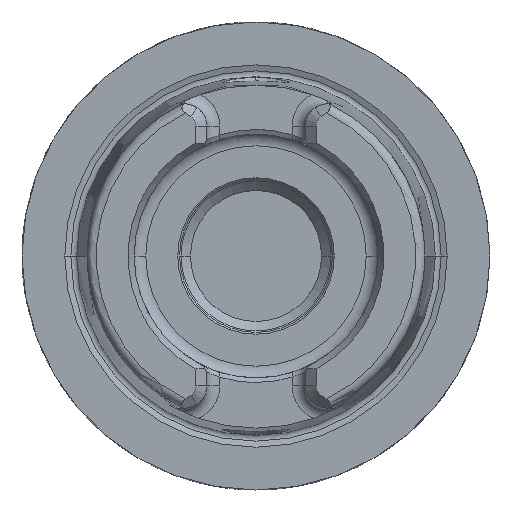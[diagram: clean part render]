
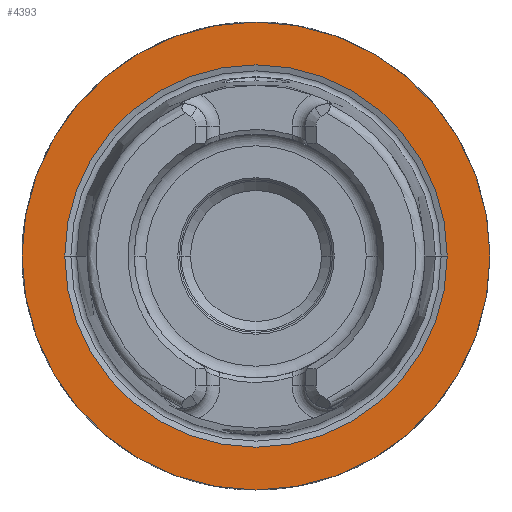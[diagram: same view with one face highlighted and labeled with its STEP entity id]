
A CAD part, left-side view. The second image highlights one B-rep face of the part: STEP entity #4393.
In plain terms, the highlighted planar face has unit normal (-1, 0, 0).
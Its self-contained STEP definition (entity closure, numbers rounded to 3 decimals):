
#867=CARTESIAN_POINT('',(0.,0.,0.));
#868=DIRECTION('',(1.,0.,0.));
#869=DIRECTION('',(0.,1.,0.));
#870=AXIS2_PLACEMENT_3D('',#867,#868,#869);
#872=CARTESIAN_POINT('',(0.,0.,0.));
#873=DIRECTION('',(-1.,0.,0.));
#874=DIRECTION('',(0.,1.,0.));
#875=AXIS2_PLACEMENT_3D('',#872,#873,#874);
#877=CARTESIAN_POINT('',(0.,0.,0.));
#878=DIRECTION('',(-1.,0.,0.));
#879=DIRECTION('',(0.,-1.,0.));
#880=AXIS2_PLACEMENT_3D('',#877,#878,#879);
#882=CARTESIAN_POINT('',(0.,0.,0.));
#883=DIRECTION('',(-1.,0.,0.));
#884=DIRECTION('',(0.,1.,0.));
#885=AXIS2_PLACEMENT_3D('',#882,#883,#884);
#2939=CARTESIAN_POINT('',(0.,-20.425,0.));
#2940=VERTEX_POINT('',#2939);
#2941=CARTESIAN_POINT('',(0.,20.425,0.));
#2942=VERTEX_POINT('',#2941);
#3281=CARTESIAN_POINT('',(0.,25.,0.));
#3282=CARTESIAN_POINT('',(0.,-25.,0.));
#3283=VERTEX_POINT('',#3281);
#3284=VERTEX_POINT('',#3282);
#4378=CARTESIAN_POINT('',(0.,0.,0.));
#4379=DIRECTION('',(1.,0.,0.));
#4380=DIRECTION('',(0.,-1.,0.));
#4381=AXIS2_PLACEMENT_3D('',#4378,#4379,#4380);
#4382=PLANE('',#4381);
#4384=ORIENTED_EDGE('',*,*,#4383,.T.);
#4386=ORIENTED_EDGE('',*,*,#4385,.F.);
#4387=EDGE_LOOP('',(#4384,#4386));
#4388=FACE_OUTER_BOUND('',#4387,.F.);
#4389=ORIENTED_EDGE('',*,*,#4373,.T.);
#4390=ORIENTED_EDGE('',*,*,#4357,.T.);
#4391=EDGE_LOOP('',(#4389,#4390));
#4392=FACE_BOUND('',#4391,.F.);
#4393=ADVANCED_FACE('',(#4388,#4392),#4382,.F.);
#871=CIRCLE('',#870,25.);
#876=CIRCLE('',#875,25.);
#881=CIRCLE('',#880,20.425);
#886=CIRCLE('',#885,20.425);
#4357=EDGE_CURVE('',#2942,#2940,#886,.T.);
#4373=EDGE_CURVE('',#2940,#2942,#881,.T.);
#4383=EDGE_CURVE('',#3283,#3284,#871,.T.);
#4385=EDGE_CURVE('',#3283,#3284,#876,.T.);
